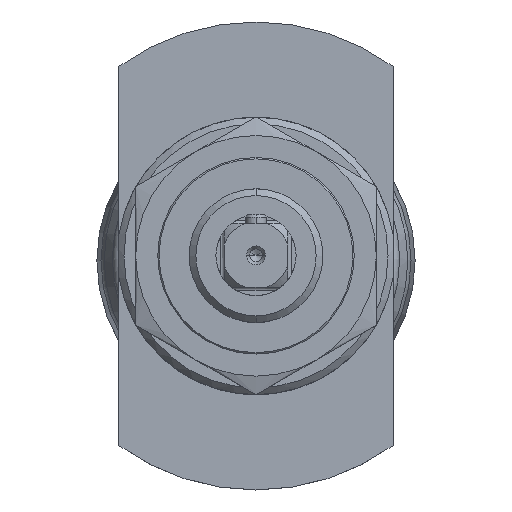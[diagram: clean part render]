
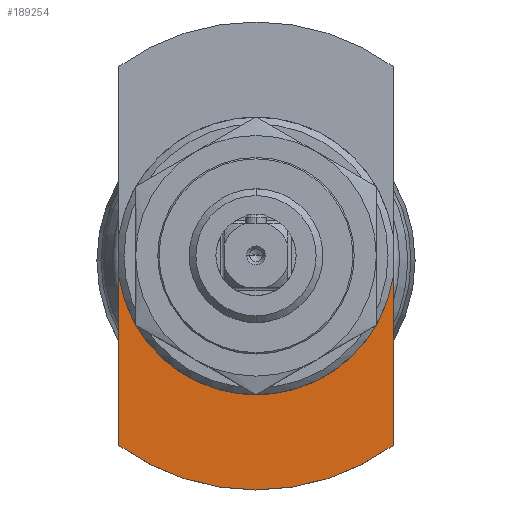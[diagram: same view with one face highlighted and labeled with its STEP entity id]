
A CAD part, top view. The second image highlights one B-rep face of the part: STEP entity #189254.
In plain terms, the highlighted planar face has unit normal (0, 0, 1).
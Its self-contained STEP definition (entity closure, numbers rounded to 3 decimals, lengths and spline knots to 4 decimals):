
#134849=CARTESIAN_POINT('',(0.,0.,8.9764));
#134850=DIRECTION('',(0.,0.,1.));
#134851=DIRECTION('',(-0.586,-0.811,0.));
#134852=AXIS2_PLACEMENT_3D('',#134849,#134850,#134851);
#134888=DIRECTION('',(0.,-1.,0.));
#134889=VECTOR('',#134888,0.9904);
#134890=CARTESIAN_POINT('',(0.8071,-0.1264,
8.9764));
#134891=LINE('',#134890,#134889);
#134892=DIRECTION('',(0.,1.,0.));
#134893=VECTOR('',#134892,0.9904);
#134894=CARTESIAN_POINT('',(-0.8071,-1.1169,
8.9764));
#134895=LINE('',#134894,#134893);
#134896=CARTESIAN_POINT('',(0.,0.,8.9764));
#134897=DIRECTION('',(0.,0.,-1.));
#134898=DIRECTION('',(0.988,-0.155,0.));
#134899=AXIS2_PLACEMENT_3D('',#134896,#134897,#134898);
#186983=CARTESIAN_POINT('',(0.8071,-1.1169,
8.9764));
#186985=VERTEX_POINT('',#186983);
#186989=CARTESIAN_POINT('',(0.8071,-0.1264,
8.9764));
#186990=VERTEX_POINT('',#186989);
#186991=CARTESIAN_POINT('',(-0.8071,-1.1169,
8.9764));
#186992=CARTESIAN_POINT('',(-0.8071,-0.1264,
8.9764));
#186993=VERTEX_POINT('',#186991);
#186994=VERTEX_POINT('',#186992);
#189242=CARTESIAN_POINT('',(0.,0.,8.9764));
#189243=DIRECTION('',(0.,0.,-1.));
#189244=DIRECTION('',(0.,-1.,0.));
#189245=AXIS2_PLACEMENT_3D('',#189242,#189243,#189244);
#189246=PLANE('',#189245);
#189247=ORIENTED_EDGE('',*,*,#189191,.T.);
#189248=ORIENTED_EDGE('',*,*,#189214,.F.);
#189249=ORIENTED_EDGE('',*,*,#189225,.T.);
#189251=ORIENTED_EDGE('',*,*,#189250,.F.);
#189252=EDGE_LOOP('',(#189247,#189248,#189249,#189251));
#189253=FACE_OUTER_BOUND('',#189252,.F.);
#189254=ADVANCED_FACE('',(#189253),#189246,.F.);
#134853=CIRCLE('',#134852,1.378);
#134900=CIRCLE('',#134899,0.8169);
#189191=EDGE_CURVE('',#186990,#186985,#134891,.T.);
#189214=EDGE_CURVE('',#186993,#186985,#134853,.T.);
#189225=EDGE_CURVE('',#186993,#186994,#134895,.T.);
#189250=EDGE_CURVE('',#186990,#186994,#134900,.T.);
